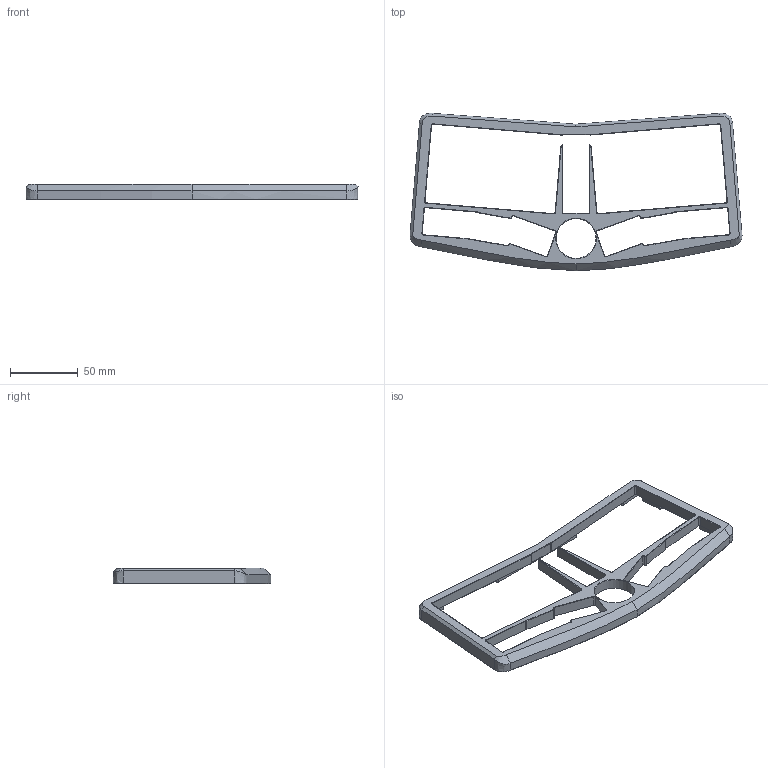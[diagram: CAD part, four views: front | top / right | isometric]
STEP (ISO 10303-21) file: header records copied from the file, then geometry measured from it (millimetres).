
FILE_DESCRIPTION(/* description */ (''),/* implementation_level */ '2;1');
FILE_NAME(/* name */ 'Buran Bofa Top Modded Large Trackball Hole.step',/* time_stamp */ '2024-06-01T09:36:44-07:00',/* author */ (''),/* organization */ (''),/* preprocessor_version */ 'ST-DEVELOPER v20',/* originating_system */ 'Autodesk Translation Framework v13.14.0.145',/* authorisation */ '');
FILE_SCHEMA (('AUTOMOTIVE_DESIGN { 1 0 10303 214 3 1 1 }'));
Length unit declared in the file: millimetre
Products named in the file (2): Buran_Universal_Mount_Plate_thick; Buran Bofa Top v1
Assembly tree (1 placements, depth 2):
  Buran_Universal_Mount_Plate_thick
    Buran Bofa Top v1
Bounding box: 244.55 x 115.93 x 11.68 mm (x, y, z)
Volume: 72112.8 mm3; surface area: 35779.9 mm2
Topology: 1 solids, 1 shells, 286 faces, 714 edges, 447 vertices
Faces by surface type: plane 126, cylinder 91, cone 37, bspline 32
Full cylindrical faces by diameter (mm): 3.2 x6, 3.3 x10, 29.318 x1
Entity records: 11161 total; most frequent: CARTESIAN_POINT 4253, ORIENTED_EDGE 1428, DIRECTION 1405, EDGE_CURVE 714, AXIS2_PLACEMENT_3D 481, VERTEX_POINT 447, LINE 443, VECTOR 443
